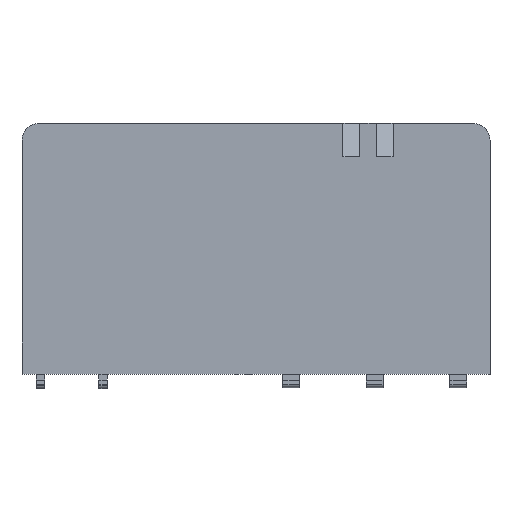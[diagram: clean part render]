
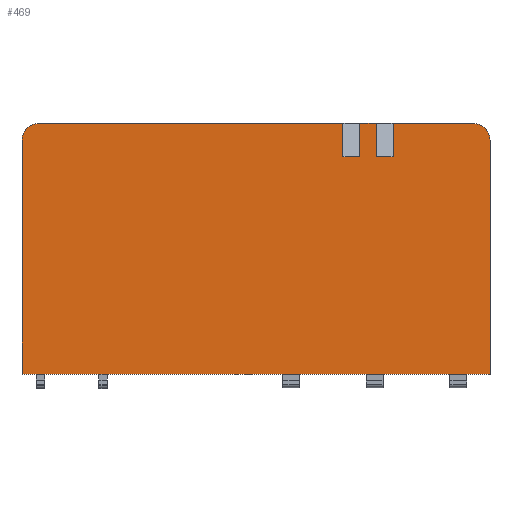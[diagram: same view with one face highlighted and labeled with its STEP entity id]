
A CAD part, top view. The second image highlights one B-rep face of the part: STEP entity #469.
In plain terms, the highlighted planar face has unit normal (0, 0, 1).
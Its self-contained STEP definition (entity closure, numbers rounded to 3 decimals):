
#93=DIRECTION('',(1.,0.,0.));
#119=VECTOR('',#93,1.);
#230=DIRECTION('',(0.,0.,1.));
#290=VERTEX_POINT('',#291);
#291=CARTESIAN_POINT('',(23.15,0.6,5.));
#301=VERTEX_POINT('',#302);
#302=CARTESIAN_POINT('',(-4.85,0.6,5.));
#304=ORIENTED_EDGE('',*,*,#305,.F.);
#305=EDGE_CURVE('',#290,#301,#306,.T.);
#306=LINE('',#291,#307);
#307=VECTOR('',#308,1.);
#308=DIRECTION('',(-1.,0.,0.));
#418=DIRECTION('',(0.,1.,0.));
#426=VERTEX_POINT('',#427);
#427=CARTESIAN_POINT('',(23.15,14.6,5.));
#431=EDGE_CURVE('',#290,#426,#432,.T.);
#432=LINE('',#291,#433);
#433=VECTOR('',#434,1.);
#434=DIRECTION('',(0.,1.,0.));
#468=DIRECTION('',(0.,-1.,0.));
#469=ADVANCED_FACE('',(#470),#537,.T.);
#470=FACE_BOUND('',#471,.T.);
#471=EDGE_LOOP('',(#472,#304,#477,#478,#486,#492,#499,#504,#509,#513,    #518,#523,#528,#532));
#472=ORIENTED_EDGE('',*,*,#473,.F.);
#473=EDGE_CURVE('',#301,#474,#476,.T.);
#474=VERTEX_POINT('',#475);
#475=CARTESIAN_POINT('',(-4.85,14.6,5.));
#476=LINE('',#302,#433);
#477=ORIENTED_EDGE('',*,*,#431,.T.);
#478=ORIENTED_EDGE('',*,*,#479,.F.);
#479=EDGE_CURVE('',#480,#426,#482,.T.);
#480=VERTEX_POINT('',#481);
#481=CARTESIAN_POINT('',(22.15,15.6,5.));
#482=CIRCLE('',#483,1.);
#483=AXIS2_PLACEMENT_3D('',#484,#485,#468);
#484=CARTESIAN_POINT('',(22.15,14.6,5.));
#485=DIRECTION('',(0.,0.,-1.));
#486=ORIENTED_EDGE('',*,*,#487,.T.);
#487=EDGE_CURVE('',#480,#488,#490,.T.);
#488=VERTEX_POINT('',#489);
#489=CARTESIAN_POINT('',(17.35,15.6,5.));
#490=LINE('',#491,#307);
#491=CARTESIAN_POINT('',(23.15,15.6,5.));
#492=ORIENTED_EDGE('',*,*,#493,.T.);
#493=EDGE_CURVE('',#488,#494,#496,.T.);
#494=VERTEX_POINT('',#495);
#495=CARTESIAN_POINT('',(17.35,13.6,5.));
#496=LINE('',#489,#497);
#497=VECTOR('',#498,1.);
#498=DIRECTION('',(0.,-1.,0.));
#499=ORIENTED_EDGE('',*,*,#500,.F.);
#500=EDGE_CURVE('',#501,#494,#503,.T.);
#501=VERTEX_POINT('',#502);
#502=CARTESIAN_POINT('',(16.35,13.6,5.));
#503=LINE('',#502,#119);
#504=ORIENTED_EDGE('',*,*,#505,.F.);
#505=EDGE_CURVE('',#506,#501,#508,.T.);
#506=VERTEX_POINT('',#507);
#507=CARTESIAN_POINT('',(16.35,15.6,5.));
#508=LINE('',#507,#497);
#509=ORIENTED_EDGE('',*,*,#510,.T.);
#510=EDGE_CURVE('',#506,#511,#490,.T.);
#511=VERTEX_POINT('',#512);
#512=CARTESIAN_POINT('',(15.35,15.6,5.));
#513=ORIENTED_EDGE('',*,*,#514,.T.);
#514=EDGE_CURVE('',#511,#515,#517,.T.);
#515=VERTEX_POINT('',#516);
#516=CARTESIAN_POINT('',(15.35,13.6,5.));
#517=LINE('',#512,#497);
#518=ORIENTED_EDGE('',*,*,#519,.F.);
#519=EDGE_CURVE('',#520,#515,#522,.T.);
#520=VERTEX_POINT('',#521);
#521=CARTESIAN_POINT('',(14.35,13.6,5.));
#522=LINE('',#521,#119);
#523=ORIENTED_EDGE('',*,*,#524,.F.);
#524=EDGE_CURVE('',#525,#520,#527,.T.);
#525=VERTEX_POINT('',#526);
#526=CARTESIAN_POINT('',(14.35,15.6,5.));
#527=LINE('',#526,#497);
#528=ORIENTED_EDGE('',*,*,#529,.T.);
#529=EDGE_CURVE('',#525,#530,#490,.T.);
#530=VERTEX_POINT('',#531);
#531=CARTESIAN_POINT('',(-3.85,15.6,5.));
#532=ORIENTED_EDGE('',*,*,#533,.T.);
#533=EDGE_CURVE('',#530,#474,#534,.T.);
#534=CIRCLE('',#535,1.);
#535=AXIS2_PLACEMENT_3D('',#536,#230,#418);
#536=CARTESIAN_POINT('',(-3.85,14.6,5.));
#537=PLANE('',#538);
#538=AXIS2_PLACEMENT_3D('',#291,#539,#308);
#539=DIRECTION('',(0.,0.,1.));
